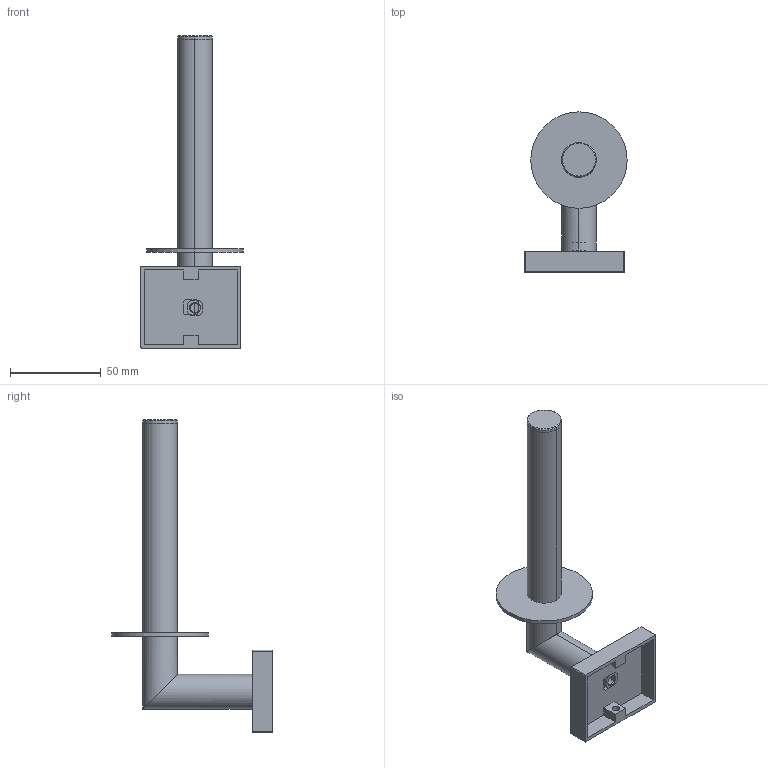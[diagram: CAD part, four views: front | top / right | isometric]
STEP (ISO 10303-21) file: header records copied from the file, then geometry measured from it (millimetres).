
FILE_DESCRIPTION (( 'STEP AP203' ), '1' );
FILE_NAME ('3190.STEP', '2016-07-20T08:42:33', ( '迾輿躂瑞' ), ( 'WwW.YlmF.CoM' ), 'SwSTEP 2.0', 'SolidWorks 2012', '' );
FILE_SCHEMA (( 'CONFIG_CONTROL_DESIGN' ));
Length unit declared in the file: millimetre
Products named in the file (9): 3190; 31等裝褐; 34掘蚚杶え; JY0112す裔; 31掘蚚祧殤諉奪; JYM6爾え; 31畟像芛; 31爾え; 31釱
Assembly tree (9 placements, depth 2):
  3190
    31釱
    31爾え
    31畟像芛
    JYM6爾え  x2
    31掘蚚祧殤諉奪
    JY0112す裔
    34掘蚚杶え
    31等裝褐
Bounding box: 56.25 x 88 x 171.75 mm (x, y, z)
Volume: 24089.5 mm3; surface area: 40123.8 mm2
Topology: 9 solids, 9 shells, 153 faces, 399 edges, 261 vertices
Faces by surface type: cylinder 69, plane 64, cone 20
Entity records: 5551 total; most frequent: CARTESIAN_POINT 1043, DIRECTION 760, ORIENTED_EDGE 732, EDGE_CURVE 366, AXIS2_PLACEMENT_3D 286, VERTEX_POINT 241, VECTOR 188, LINE 188
